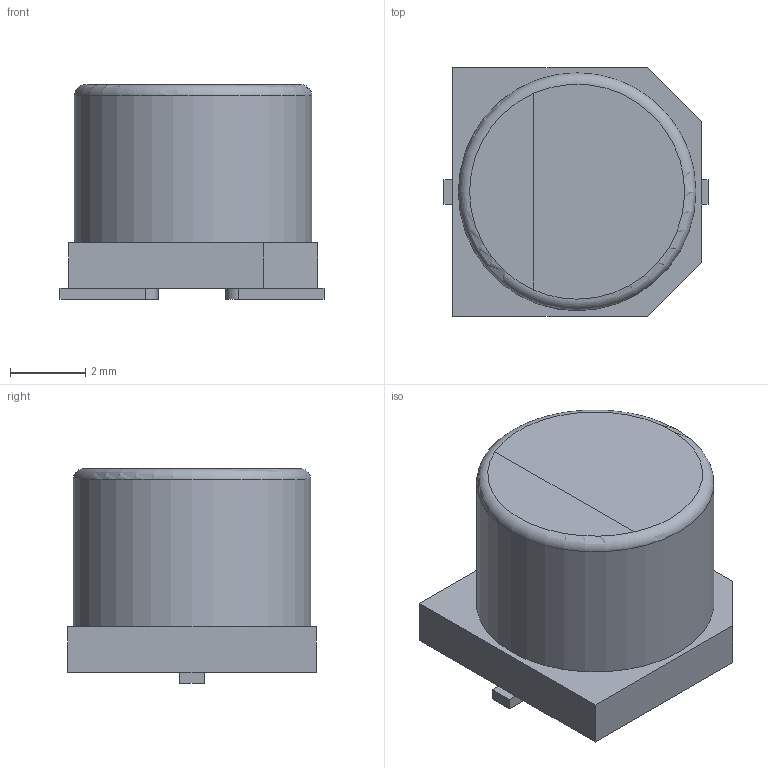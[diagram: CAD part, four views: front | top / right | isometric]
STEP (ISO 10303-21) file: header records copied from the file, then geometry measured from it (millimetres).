
FILE_DESCRIPTION(/* description */ (''),/* implementation_level */ '2;1');
FILE_NAME(/* name */ 'PANASONIC_D_ipt_48c3fe29.STEP',/* time_stamp */ '2022-06-02T14:50:28+03:00',/* author */ ('Sulieman DAHER'),/* organization */ (''),/* preprocessor_version */ 'ST-DEVELOPER v16.13',/* originating_system */ 'Autodesk Inventor 2018',/* authorisation */ '');
FILE_SCHEMA (('AUTOMOTIVE_DESIGN { 1 0 10303 214 3 1 1 }'));
Length unit declared in the file: millimetre
Products named in the file (1): PANASONIC_D
Bounding box: 7 x 6.6 x 5.7 mm (x, y, z)
Volume: 181.3 mm3; surface area: 197.4 mm2
Topology: 1 solids, 1 shells, 24 faces, 59 edges, 38 vertices
Faces by surface type: plane 20, cylinder 3, torus 1
Full cylindrical faces by diameter (mm): 6.3 x1
Entity records: 755 total; most frequent: CARTESIAN_POINT 116, DIRECTION 113, ORIENTED_EDGE 110, EDGE_CURVE 55, LINE 47, VECTOR 47, VERTEX_POINT 36, AXIS2_PLACEMENT_3D 33
